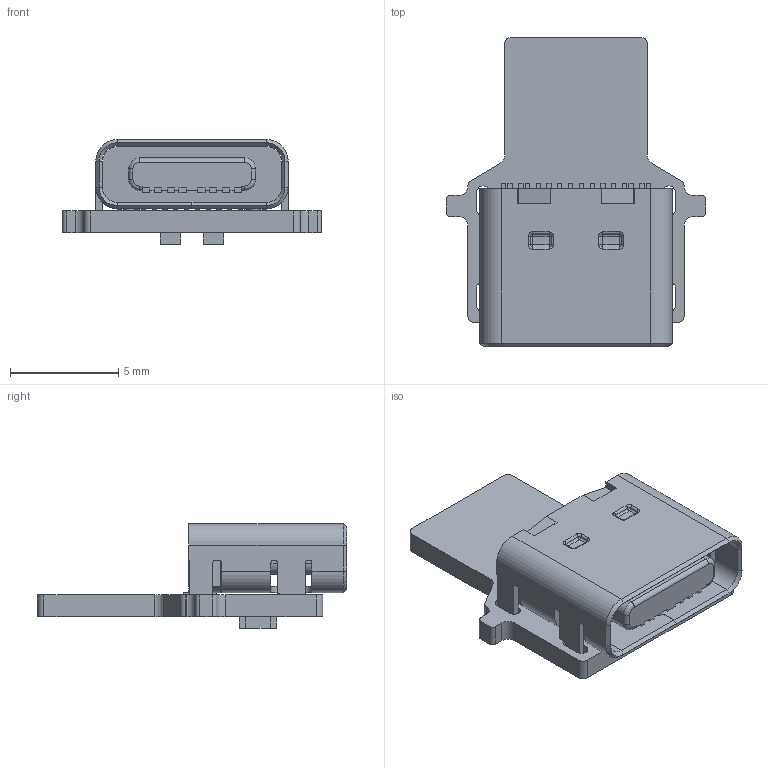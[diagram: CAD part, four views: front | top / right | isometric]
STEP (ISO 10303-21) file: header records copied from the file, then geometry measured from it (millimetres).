
FILE_DESCRIPTION(('Open CASCADE Model'),'2;1');
FILE_NAME('Open CASCADE Shape Model','2023-03-19T12:25:56',('Author'),( 'Open CASCADE'),'Open CASCADE STEP processor 7.5','Open CASCADE 7.5' ,'Unknown');
FILE_SCHEMA(('AUTOMOTIVE_DESIGN { 1 0 10303 214 1 1 1 1 }'));
Length unit declared in the file: millimetre
Products named in the file (22): PCB; Board; Open CASCADE STEP translator 7.5 2.1.1; R1; 6299565216; Extruded; 6299564976; R2; CN1; XKB-u262-16xn-4bvc11; Open CASCADE STEP translator 7.5 2.4.1.1; Open CASCADE STEP translator 7.5 2.4.1.2; Open CASCADE STEP translator 7.5 2.4.1.3; Open CASCADE STEP translator 7.5 2.4.1.4; Open CASCADE STEP translator 7.5 2.4.1.5; Open CASCADE STEP translator 7.5 2.4.1.6; Open CASCADE STEP translator 7.5 2.4.1.7; Open CASCADE STEP translator 7.5 2.4.1.8; Open CASCADE STEP translator 7.5 2.4.1.9; Open CASCADE STEP translator 7.5 2.4.1.10; Open CASCADE STEP translator 7.5 2.4.1.11
Assembly tree (25 placements, depth 4):
  PCB
    Board
      Open CASCADE STEP translator 7.5 2.1.1
    R1
      6299565216  x2
        Extruded
      6299564976
        Extruded
    R2
      6299565216  x2
        Extruded
      6299564976
        Extruded
    CN1
      XKB-u262-16xn-4bvc11
        Open CASCADE STEP translator 7.5 2.4.1.1
        Open CASCADE STEP translator 7.5 2.4.1.2
        Open CASCADE STEP translator 7.5 2.4.1.3
        Open CASCADE STEP translator 7.5 2.4.1.4
        Open CASCADE STEP translator 7.5 2.4.1.5
        Open CASCADE STEP translator 7.5 2.4.1.6
        Open CASCADE STEP translator 7.5 2.4.1.7
        Open CASCADE STEP translator 7.5 2.4.1.8
        Open CASCADE STEP translator 7.5 2.4.1.9
        Open CASCADE STEP translator 7.5 2.4.1.10
        Open CASCADE STEP translator 7.5 2.4.1.11
Bounding box: 12 x 14.3 x 4.85 mm (x, y, z)
Volume: 233.1 mm3; surface area: 792.5 mm2
Topology: 18 solids, 18 shells, 489 faces, 1267 edges, 813 vertices
Faces by surface type: plane 322, cylinder 131, torus 20, cone 8, sphere 8
Full cylindrical faces by diameter (mm): 0.65 x2
Entity records: 14647 total; most frequent: DIRECTION 2512, CARTESIAN_POINT 2491, ORIENTED_EDGE 2438, EDGE_CURVE 1219, LINE 908, VECTOR 908, AXIS2_PLACEMENT_3D 802, VERTEX_POINT 781
